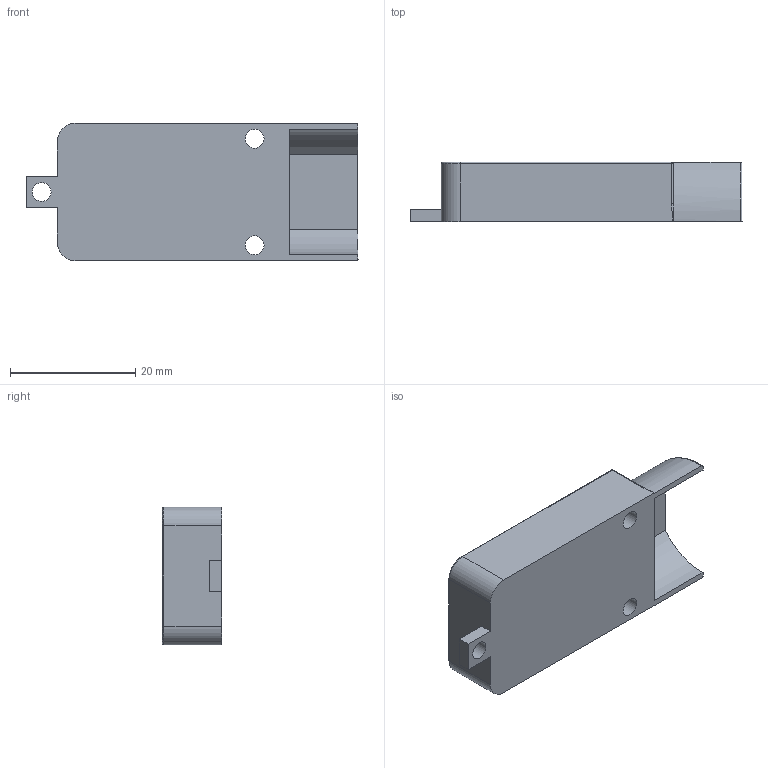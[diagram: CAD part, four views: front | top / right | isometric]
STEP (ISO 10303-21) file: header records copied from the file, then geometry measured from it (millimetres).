
FILE_DESCRIPTION(/* description */ ('STEP AP242','CAx-IF Rec.Pracs.---Representation and Presentation of Product Manufacturing Information (PMI)---4.0---2014-10-13','CAx-IF Rec.Pracs.---3D Tessellated Geometry---0.4---2014-09-14','2;1'),/* implementation_level */ '2;1');
FILE_NAME(/* name */ 'Assembly 1 (45)',/* time_stamp */ '2025-01-01T15:34:07Z',/* author */ (''),/* organization */ (''),/* preprocessor_version */ 'ST-DEVELOPER v20',/* originating_system */ 'ONSHAPE BY PTC INC, 1.191',/* authorisation */ ' ');
FILE_SCHEMA (('AP242_MANAGED_MODEL_BASED_3D_ENGINEERING_MIM_LF { 1 0 10303 442 1 1 4 }'));
Length unit declared in the file: millimetre
Products named in the file (1): One side TT Motor v1
Bounding box: 53 x 9.5 x 22 mm (x, y, z)
Volume: 7909.1 mm3; surface area: 3771.6 mm2
Topology: 1 solids, 1 shells, 58 faces, 138 edges, 85 vertices
Faces by surface type: cylinder 25, plane 23, torus 4, sphere 4, bspline 2
Full cylindrical faces by diameter (mm): 1.5 x2, 2 x2, 3 x3
Entity records: 1681 total; most frequent: CARTESIAN_POINT 365, DIRECTION 276, ORIENTED_EDGE 252, EDGE_CURVE 126, AXIS2_PLACEMENT_3D 107, VERTEX_POINT 82, EDGE_LOOP 76, FACE_BOUND 76
